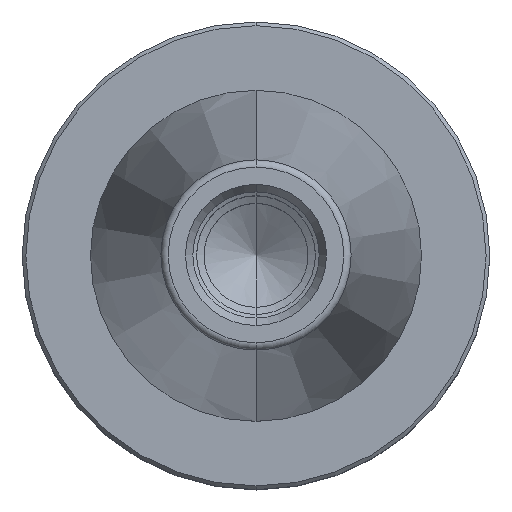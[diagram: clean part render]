
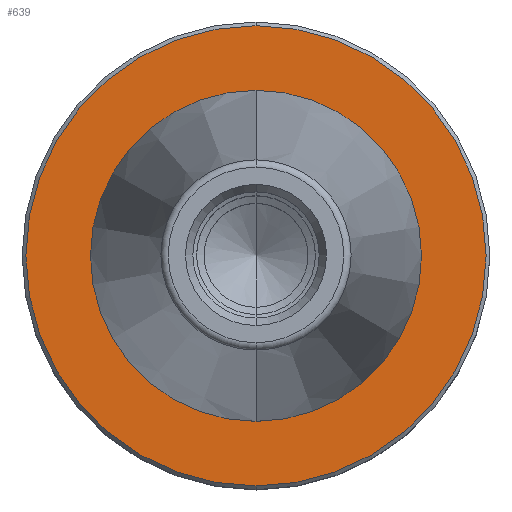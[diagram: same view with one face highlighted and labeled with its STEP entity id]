
A CAD part, top view. The second image highlights one B-rep face of the part: STEP entity #639.
In plain terms, the highlighted planar face has unit normal (0, 0, 1).
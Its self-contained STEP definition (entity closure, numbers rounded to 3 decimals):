
#287=EDGE_CURVE('',#347,#369,#825,.T.);
#347=VERTEX_POINT('',#897);
#369=VERTEX_POINT('',#921);
#455=VERTEX_POINT('',#1017);
#513=EDGE_CURVE('',#627,#455,#1083,.T.);
#579=EDGE_CURVE('',#455,#627,#1157,.T.);
#627=VERTEX_POINT('',#1210);
#639=ADVANCED_FACE('',(#1223,#1224),#1225,.T.);
#693=EDGE_CURVE('',#369,#347,#1288,.T.);
#825=CIRCLE('',#1424,31.0);
#897=CARTESIAN_POINT('',(0.0,31.0,-2.0));
#921=CARTESIAN_POINT('',(0.,-31.0,-2.0));
#1017=CARTESIAN_POINT('',(0.,-22.298,-2.0));
#1083=CIRCLE('',#1761,22.298);
#1157=CIRCLE('',#1856,22.298);
#1210=CARTESIAN_POINT('',(0.0,22.298,-2.0));
#1223=FACE_OUTER_BOUND('',#1941,.T.);
#1224=FACE_BOUND('',#1942,.T.);
#1225=PLANE('',#1943);
#1288=CIRCLE('',#2018,31.0);
#1424=AXIS2_PLACEMENT_3D('',#2188,#2189,#2190);
#1761=AXIS2_PLACEMENT_3D('',#2557,#2558,#2559);
#1856=AXIS2_PLACEMENT_3D('',#2651,#2652,#2653);
#1941=EDGE_LOOP('',(#2724,#2725));
#1942=EDGE_LOOP('',(#2726,#2727));
#1943=AXIS2_PLACEMENT_3D('',#2728,#2729,#2730);
#2018=AXIS2_PLACEMENT_3D('',#2810,#2811,#2812);
#2188=CARTESIAN_POINT('',(0.0,0.0,-2.0));
#2189=DIRECTION('',(0.0,0.0,-1.0));
#2190=DIRECTION('',(0.0,1.0,0.0));
#2557=CARTESIAN_POINT('',(0.0,0.0,-2.0));
#2558=DIRECTION('',(0.0,0.0,-1.0));
#2559=DIRECTION('',(0.0,1.0,0.0));
#2651=CARTESIAN_POINT('',(0.0,0.0,-2.0));
#2652=DIRECTION('',(0.0,0.0,-1.0));
#2653=DIRECTION('',(0.0,1.0,0.0));
#2724=ORIENTED_EDGE('',*,*,#287,.F.);
#2725=ORIENTED_EDGE('',*,*,#693,.F.);
#2726=ORIENTED_EDGE('',*,*,#513,.T.);
#2727=ORIENTED_EDGE('',*,*,#579,.T.);
#2728=CARTESIAN_POINT('',(0.0,26.649,-2.0));
#2729=DIRECTION('',(-0.0,0.0,1.0));
#2730=DIRECTION('',(0.0,-1.0,0.0));
#2810=CARTESIAN_POINT('',(0.0,0.0,-2.0));
#2811=DIRECTION('',(0.0,0.0,-1.0));
#2812=DIRECTION('',(0.0,1.0,0.0));
